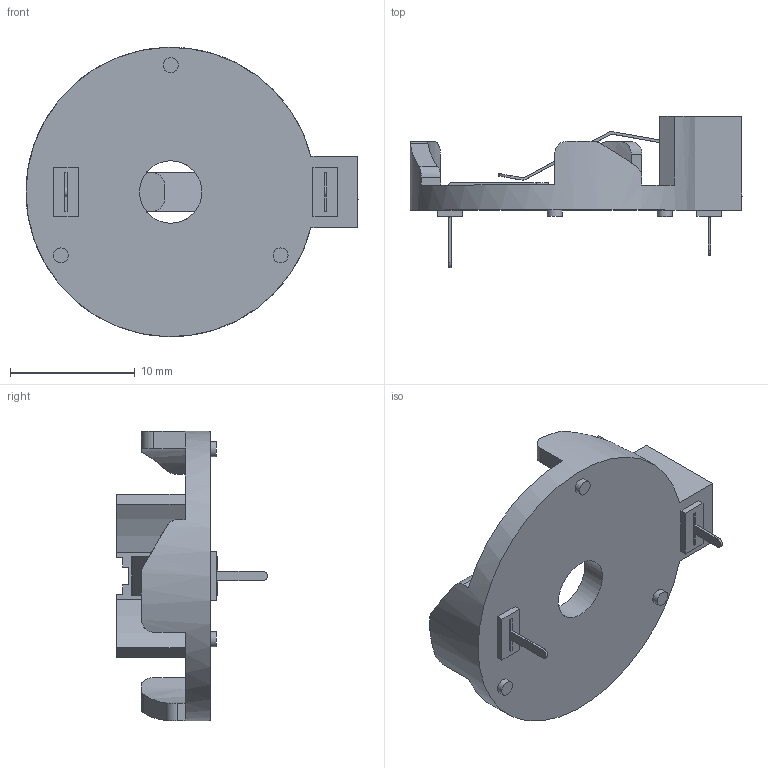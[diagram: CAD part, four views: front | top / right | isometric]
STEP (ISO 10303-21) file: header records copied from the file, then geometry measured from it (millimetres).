
FILE_DESCRIPTION(/* description */ ('STEP AP242 Edition 2','CAx-IF Rec.Pracs.---Representation and Presentation of Product Manufacturing Information (PMI)---4.0---2014-10-13','CAx-IF Rec.Pracs.---3D Tessellated Geometry---0.4---2014-09-14','2;1','CAx-IF Rec.Pracs.---User Defined Attributes---1.5---2016-08-15'),/* implementation_level */ '2;1');
FILE_NAME(/* name */ '696d4ad1b5761fe1110a9857',/* time_stamp */ '2026-01-18T21:04:17Z',/* author */ (''),/* organization */ (''),/* preprocessor_version */ 'ST-DEVELOPER v20',/* originating_system */ 'ONSHAPE BY PTC INC, 1.209',/* authorisation */ ' ');
FILE_SCHEMA (('AP242_MANAGED_MODEL_BASED_3D_ENGINEERING_MIM_LF { 1 0 10303 442 3 1 4 }'));
Length unit declared in the file: metre
Products named in the file (16): EasyEDA PCB Model~gmjg; U1~BAT-TH_BS-07-A1BJ001~BAT-TH_BS-07-A1BJ001~gmjg <1>; BAT-TH_BS-07-A1BJ001~BAT-TH_BS-07-A1BJ001~gmjg
Assembly tree (15 placements, depth 3):
  EasyEDA PCB Model~gmjg
    U1~BAT-TH_BS-07-A1BJ001~BAT-TH_BS-07-A1BJ001~gmjg <1>
      BAT-TH_BS-07-A1BJ001~BAT-TH_BS-07-A1BJ001~gmjg
      BAT-TH_BS-07-A1BJ001~BAT-TH_BS-07-A1BJ001~gmjg
      BAT-TH_BS-07-A1BJ001~BAT-TH_BS-07-A1BJ001~gmjg
      BAT-TH_BS-07-A1BJ001~BAT-TH_BS-07-A1BJ001~gmjg
      BAT-TH_BS-07-A1BJ001~BAT-TH_BS-07-A1BJ001~gmjg
      BAT-TH_BS-07-A1BJ001~BAT-TH_BS-07-A1BJ001~gmjg
      BAT-TH_BS-07-A1BJ001~BAT-TH_BS-07-A1BJ001~gmjg
      BAT-TH_BS-07-A1BJ001~BAT-TH_BS-07-A1BJ001~gmjg
      BAT-TH_BS-07-A1BJ001~BAT-TH_BS-07-A1BJ001~gmjg
      BAT-TH_BS-07-A1BJ001~BAT-TH_BS-07-A1BJ001~gmjg
      BAT-TH_BS-07-A1BJ001~BAT-TH_BS-07-A1BJ001~gmjg
      BAT-TH_BS-07-A1BJ001~BAT-TH_BS-07-A1BJ001~gmjg
      BAT-TH_BS-07-A1BJ001~BAT-TH_BS-07-A1BJ001~gmjg
      BAT-TH_BS-07-A1BJ001~BAT-TH_BS-07-A1BJ001~gmjg
Bounding box: 26.61 x 12.1 x 23.2 mm (x, y, z)
Volume: 1098.7 mm3; surface area: 1619.4 mm2
Topology: 14 solids, 14 shells, 351 faces, 943 edges, 629 vertices
Faces by surface type: plane 225, cylinder 101, sphere 14, bspline 11
Full cylindrical faces by diameter (mm): 1.203 x3, 5 x1
Entity records: 13975 total; most frequent: CARTESIAN_POINT 2370, ORIENTED_EDGE 1870, DIRECTION 1757, EDGE_CURVE 935, VERTEX_POINT 625, AXIS2_PLACEMENT_3D 586, LINE 585, VECTOR 585
